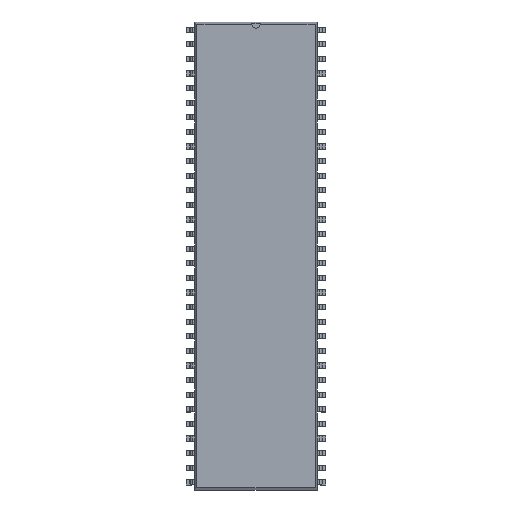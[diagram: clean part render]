
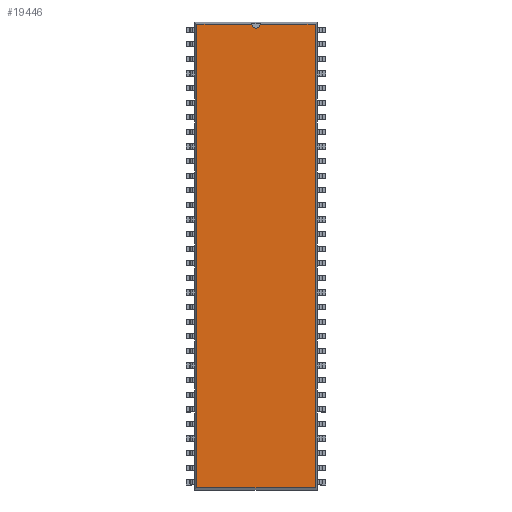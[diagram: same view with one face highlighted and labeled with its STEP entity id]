
A CAD part, top view. The second image highlights one B-rep face of the part: STEP entity #19446.
In plain terms, the highlighted planar face has unit normal (0, 0, 1).
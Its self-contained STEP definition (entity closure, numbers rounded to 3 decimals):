
#27=VECTOR('',#28,1.);
#28=DIRECTION('',(0.,1.,0.));
#34=VECTOR('',#35,1.);
#35=DIRECTION('',(-1.,0.,0.));
#41=VECTOR('',#42,1.);
#42=DIRECTION('',(0.,-1.,0.));
#46=VECTOR('',#47,1.);
#47=DIRECTION('',(1.,0.,0.));
#50=DIRECTION('',(0.,0.,-1.));
#3297=DIRECTION('',(0.,0.,-1.));
#12990=VERTEX_POINT('',#12991);
#12991=CARTESIAN_POINT('',(10.281,40.301,3.68));
#12993=ORIENTED_EDGE('',*,*,#12994,.F.);
#12994=EDGE_CURVE('',#12995,#12990,#12997,.T.);
#12995=VERTEX_POINT('',#12996);
#12996=CARTESIAN_POINT('',(10.281,-40.301,3.68));
#12997=LINE('',#12996,#27);
#16150=VERTEX_POINT('',#16151);
#16151=CARTESIAN_POINT('',(-10.281,40.301,3.68));
#16153=ORIENTED_EDGE('',*,*,#16154,.F.);
#16154=EDGE_CURVE('',#16155,#16150,#16157,.T.);
#16155=VERTEX_POINT('',#16156);
#16156=CARTESIAN_POINT('',(-0.746,40.301,3.68));
#16157=LINE('',#12991,#34);
#16176=VERTEX_POINT('',#16177);
#16177=CARTESIAN_POINT('',(0.746,40.301,3.68));
#16183=ORIENTED_EDGE('',*,*,#16184,.F.);
#16184=EDGE_CURVE('',#12990,#16176,#16157,.T.);
#16288=VERTEX_POINT('',#16289);
#16289=CARTESIAN_POINT('',(-10.281,-40.301,3.68));
#16291=ORIENTED_EDGE('',*,*,#16292,.F.);
#16292=EDGE_CURVE('',#16150,#16288,#16293,.T.);
#16293=LINE('',#16151,#41);
#19441=ORIENTED_EDGE('',*,*,#19442,.F.);
#19442=EDGE_CURVE('',#16288,#12995,#19443,.T.);
#19443=LINE('',#16289,#46);
#19446=ADVANCED_FACE('',(#19447),#19458,.F.);
#19447=FACE_BOUND('',#19448,.F.);
#19448=EDGE_LOOP('',(#12993,#19441,#16291,#16153,#19449,#19456,#16183));
#19449=ORIENTED_EDGE('',*,*,#19450,.F.);
#19450=EDGE_CURVE('',#19451,#16155,#19453,.T.);
#19451=VERTEX_POINT('',#19452);
#19452=CARTESIAN_POINT('',(0.,39.626,3.68));
#19453=CIRCLE('',#19454,0.75);
#19454=AXIS2_PLACEMENT_3D('',#19455,#3297,#42);
#19455=CARTESIAN_POINT('',(0.,40.376,3.68));
#19456=ORIENTED_EDGE('',*,*,#19457,.F.);
#19457=EDGE_CURVE('',#16176,#19451,#19453,.T.);
#19458=PLANE('',#19459);
#19459=AXIS2_PLACEMENT_3D('',#12996,#50,#19460);
#19460=DIRECTION('',(-0.247,0.969,0.));
